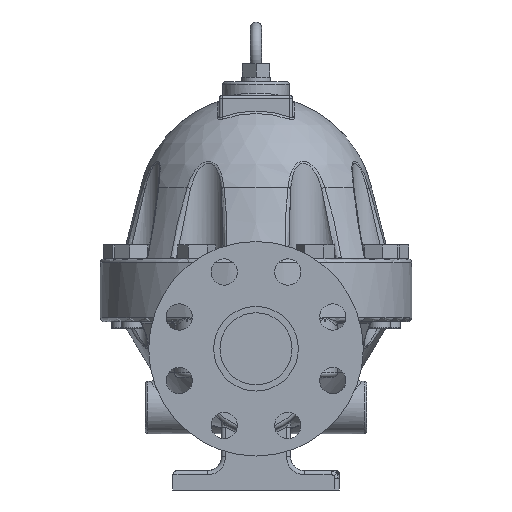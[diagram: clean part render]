
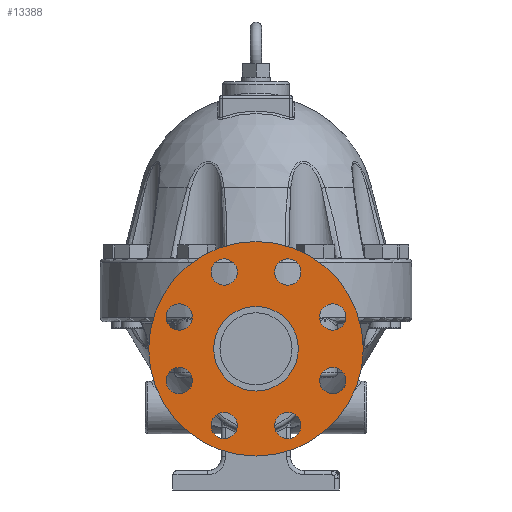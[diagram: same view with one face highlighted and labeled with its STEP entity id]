
A CAD part, front view. The second image highlights one B-rep face of the part: STEP entity #13388.
In plain terms, the highlighted planar face has unit normal (0, -1, 0).
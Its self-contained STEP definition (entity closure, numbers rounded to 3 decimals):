
#262=PLANE('',#14371);
#662=FACE_OUTER_BOUND('',#2540,.T.);
#1516=CIRCLE('',#14297,9.5);
#1517=CIRCLE('',#14298,9.5);
#1519=CIRCLE('',#14301,9.5);
#1520=CIRCLE('',#14302,9.5);
#1522=CIRCLE('',#14305,9.5);
#1523=CIRCLE('',#14306,9.5);
#1525=CIRCLE('',#14309,9.5);
#1526=CIRCLE('',#14310,9.5);
#1528=CIRCLE('',#14313,9.5);
#1529=CIRCLE('',#14314,9.5);
#1531=CIRCLE('',#14317,9.5);
#1532=CIRCLE('',#14318,9.5);
#1534=CIRCLE('',#14321,9.5);
#1535=CIRCLE('',#14322,9.5);
#1537=CIRCLE('',#14325,9.5);
#1538=CIRCLE('',#14326,9.5);
#1563=CIRCLE('',#14355,77.5);
#1564=CIRCLE('',#14356,77.5);
#1573=CIRCLE('',#14369,30.55);
#1574=CIRCLE('',#14370,30.55);
#2417=FACE_BOUND('',#2541,.T.);
#2418=FACE_BOUND('',#2542,.T.);
#2419=FACE_BOUND('',#2543,.T.);
#2420=FACE_BOUND('',#2544,.T.);
#2421=FACE_BOUND('',#2545,.T.);
#2422=FACE_BOUND('',#2546,.T.);
#2423=FACE_BOUND('',#2547,.T.);
#2424=FACE_BOUND('',#2548,.T.);
#2425=FACE_BOUND('',#2549,.T.);
#2540=EDGE_LOOP('',(#9170,#9171));
#2541=EDGE_LOOP('',(#9172,#9173));
#2542=EDGE_LOOP('',(#9174,#9175));
#2543=EDGE_LOOP('',(#9176,#9177));
#2544=EDGE_LOOP('',(#9178,#9179));
#2545=EDGE_LOOP('',(#9180,#9181));
#2546=EDGE_LOOP('',(#9182,#9183));
#2547=EDGE_LOOP('',(#9184,#9185));
#2548=EDGE_LOOP('',(#9186,#9187));
#2549=EDGE_LOOP('',(#9188,#9189));
#5494=VERTEX_POINT('',#20441);
#5495=VERTEX_POINT('',#20442);
#5497=VERTEX_POINT('',#20449);
#5498=VERTEX_POINT('',#20450);
#5500=VERTEX_POINT('',#20457);
#5501=VERTEX_POINT('',#20458);
#5503=VERTEX_POINT('',#20465);
#5504=VERTEX_POINT('',#20466);
#5506=VERTEX_POINT('',#20473);
#5507=VERTEX_POINT('',#20474);
#5509=VERTEX_POINT('',#20481);
#5510=VERTEX_POINT('',#20482);
#5512=VERTEX_POINT('',#20489);
#5513=VERTEX_POINT('',#20490);
#5515=VERTEX_POINT('',#20497);
#5516=VERTEX_POINT('',#20498);
#5553=VERTEX_POINT('',#20635);
#5554=VERTEX_POINT('',#20637);
#5563=VERTEX_POINT('',#20661);
#5564=VERTEX_POINT('',#20663);
#6864=EDGE_CURVE('',#5494,#5495,#1516,.T.);
#6865=EDGE_CURVE('',#5495,#5494,#1517,.T.);
#6868=EDGE_CURVE('',#5497,#5498,#1519,.T.);
#6869=EDGE_CURVE('',#5498,#5497,#1520,.T.);
#6872=EDGE_CURVE('',#5500,#5501,#1522,.T.);
#6873=EDGE_CURVE('',#5501,#5500,#1523,.T.);
#6876=EDGE_CURVE('',#5503,#5504,#1525,.T.);
#6877=EDGE_CURVE('',#5504,#5503,#1526,.T.);
#6880=EDGE_CURVE('',#5506,#5507,#1528,.T.);
#6881=EDGE_CURVE('',#5507,#5506,#1529,.T.);
#6884=EDGE_CURVE('',#5509,#5510,#1531,.T.);
#6885=EDGE_CURVE('',#5510,#5509,#1532,.T.);
#6888=EDGE_CURVE('',#5512,#5513,#1534,.T.);
#6889=EDGE_CURVE('',#5513,#5512,#1535,.T.);
#6892=EDGE_CURVE('',#5515,#5516,#1537,.T.);
#6893=EDGE_CURVE('',#5516,#5515,#1538,.T.);
#6934=EDGE_CURVE('',#5553,#5554,#1563,.T.);
#6935=EDGE_CURVE('',#5554,#5553,#1564,.T.);
#6946=EDGE_CURVE('',#5564,#5563,#1573,.T.);
#6947=EDGE_CURVE('',#5563,#5564,#1574,.T.);
#9170=ORIENTED_EDGE('',*,*,#6935,.F.);
#9171=ORIENTED_EDGE('',*,*,#6934,.F.);
#9172=ORIENTED_EDGE('',*,*,#6864,.T.);
#9173=ORIENTED_EDGE('',*,*,#6865,.T.);
#9174=ORIENTED_EDGE('',*,*,#6868,.T.);
#9175=ORIENTED_EDGE('',*,*,#6869,.T.);
#9176=ORIENTED_EDGE('',*,*,#6872,.T.);
#9177=ORIENTED_EDGE('',*,*,#6873,.T.);
#9178=ORIENTED_EDGE('',*,*,#6876,.T.);
#9179=ORIENTED_EDGE('',*,*,#6877,.T.);
#9180=ORIENTED_EDGE('',*,*,#6880,.T.);
#9181=ORIENTED_EDGE('',*,*,#6881,.T.);
#9182=ORIENTED_EDGE('',*,*,#6884,.T.);
#9183=ORIENTED_EDGE('',*,*,#6885,.T.);
#9184=ORIENTED_EDGE('',*,*,#6888,.T.);
#9185=ORIENTED_EDGE('',*,*,#6889,.T.);
#9186=ORIENTED_EDGE('',*,*,#6892,.T.);
#9187=ORIENTED_EDGE('',*,*,#6893,.T.);
#9188=ORIENTED_EDGE('',*,*,#6946,.T.);
#9189=ORIENTED_EDGE('',*,*,#6947,.T.);
#13388=ADVANCED_FACE('',(#662,#2417,#2418,#2419,#2420,#2421,#2422,#2423,
#2424,#2425),#262,.T.);
#14297=AXIS2_PLACEMENT_3D('',#20443,#15946,#15947);
#14298=AXIS2_PLACEMENT_3D('',#20444,#15948,#15949);
#14301=AXIS2_PLACEMENT_3D('',#20451,#15955,#15956);
#14302=AXIS2_PLACEMENT_3D('',#20452,#15957,#15958);
#14305=AXIS2_PLACEMENT_3D('',#20459,#15964,#15965);
#14306=AXIS2_PLACEMENT_3D('',#20460,#15966,#15967);
#14309=AXIS2_PLACEMENT_3D('',#20467,#15973,#15974);
#14310=AXIS2_PLACEMENT_3D('',#20468,#15975,#15976);
#14313=AXIS2_PLACEMENT_3D('',#20475,#15982,#15983);
#14314=AXIS2_PLACEMENT_3D('',#20476,#15984,#15985);
#14317=AXIS2_PLACEMENT_3D('',#20483,#15991,#15992);
#14318=AXIS2_PLACEMENT_3D('',#20484,#15993,#15994);
#14321=AXIS2_PLACEMENT_3D('',#20491,#16000,#16001);
#14322=AXIS2_PLACEMENT_3D('',#20492,#16002,#16003);
#14325=AXIS2_PLACEMENT_3D('',#20499,#16009,#16010);
#14326=AXIS2_PLACEMENT_3D('',#20500,#16011,#16012);
#14355=AXIS2_PLACEMENT_3D('',#20638,#16080,#16081);
#14356=AXIS2_PLACEMENT_3D('',#20639,#16082,#16083);
#14369=AXIS2_PLACEMENT_3D('',#20664,#16110,#16111);
#14370=AXIS2_PLACEMENT_3D('',#20665,#16112,#16113);
#14371=AXIS2_PLACEMENT_3D('',#20666,#16114,#16115);
#15946=DIRECTION('center_axis',(0.,1.,0.));
#15947=DIRECTION('ref_axis',(0.707,0.,0.707));
#15948=DIRECTION('center_axis',(0.,1.,0.));
#15949=DIRECTION('ref_axis',(0.707,0.,0.707));
#15955=DIRECTION('center_axis',(0.,1.,0.));
#15956=DIRECTION('ref_axis',(0.,0.,1.));
#15957=DIRECTION('center_axis',(0.,1.,0.));
#15958=DIRECTION('ref_axis',(0.,0.,1.));
#15964=DIRECTION('center_axis',(0.,1.,0.));
#15965=DIRECTION('ref_axis',(-0.707,0.,0.707));
#15966=DIRECTION('center_axis',(0.,1.,0.));
#15967=DIRECTION('ref_axis',(-0.707,0.,0.707));
#15973=DIRECTION('center_axis',(0.,1.,0.));
#15974=DIRECTION('ref_axis',(-1.,0.,0.));
#15975=DIRECTION('center_axis',(0.,1.,0.));
#15976=DIRECTION('ref_axis',(-1.,0.,0.));
#15982=DIRECTION('center_axis',(0.,1.,0.));
#15983=DIRECTION('ref_axis',(-0.707,0.,-0.707));
#15984=DIRECTION('center_axis',(0.,1.,0.));
#15985=DIRECTION('ref_axis',(-0.707,0.,-0.707));
#15991=DIRECTION('center_axis',(0.,1.,0.));
#15992=DIRECTION('ref_axis',(0.,0.,-1.));
#15993=DIRECTION('center_axis',(0.,1.,0.));
#15994=DIRECTION('ref_axis',(0.,0.,-1.));
#16000=DIRECTION('center_axis',(0.,1.,0.));
#16001=DIRECTION('ref_axis',(0.707,0.,-0.707));
#16002=DIRECTION('center_axis',(0.,1.,0.));
#16003=DIRECTION('ref_axis',(0.707,0.,-0.707));
#16009=DIRECTION('center_axis',(0.,1.,0.));
#16010=DIRECTION('ref_axis',(1.,0.,0.));
#16011=DIRECTION('center_axis',(0.,1.,0.));
#16012=DIRECTION('ref_axis',(1.,0.,0.));
#16080=DIRECTION('center_axis',(0.,1.,0.));
#16081=DIRECTION('ref_axis',(0.,0.,1.));
#16082=DIRECTION('center_axis',(0.,1.,0.));
#16083=DIRECTION('ref_axis',(0.,0.,1.));
#16110=DIRECTION('center_axis',(0.,1.,0.));
#16111=DIRECTION('ref_axis',(0.,0.,1.));
#16112=DIRECTION('center_axis',(0.,1.,0.));
#16113=DIRECTION('ref_axis',(0.,0.,1.));
#16114=DIRECTION('center_axis',(0.,-1.,0.));
#16115=DIRECTION('ref_axis',(0.,0.,-1.));
#20441=CARTESIAN_POINT('',(-16.243,-292.,20.15));
#20442=CARTESIAN_POINT('',(-29.679,-292.,6.715));
#20443=CARTESIAN_POINT('Origin',(-22.961,-292.,13.433));
#20444=CARTESIAN_POINT('Origin',(-22.961,-292.,13.433));
#20449=CARTESIAN_POINT('',(-55.433,-292.,-9.539));
#20450=CARTESIAN_POINT('',(-55.433,-292.,-28.539));
#20451=CARTESIAN_POINT('Origin',(-55.433,-292.,-19.039));
#20452=CARTESIAN_POINT('Origin',(-55.433,-292.,-19.039));
#20457=CARTESIAN_POINT('',(-62.15,-292.,-58.243));
#20458=CARTESIAN_POINT('',(-48.715,-292.,-71.679));
#20459=CARTESIAN_POINT('Origin',(-55.433,-292.,-64.961));
#20460=CARTESIAN_POINT('Origin',(-55.433,-292.,-64.961));
#20465=CARTESIAN_POINT('',(-32.461,-292.,-97.433));
#20466=CARTESIAN_POINT('',(-13.461,-292.,-97.433));
#20467=CARTESIAN_POINT('Origin',(-22.961,-292.,-97.433));
#20468=CARTESIAN_POINT('Origin',(-22.961,-292.,-97.433));
#20473=CARTESIAN_POINT('',(16.243,-292.,-104.15));
#20474=CARTESIAN_POINT('',(29.679,-292.,-90.715));
#20475=CARTESIAN_POINT('Origin',(22.961,-292.,-97.433));
#20476=CARTESIAN_POINT('Origin',(22.961,-292.,-97.433));
#20481=CARTESIAN_POINT('',(55.433,-292.,-74.461));
#20482=CARTESIAN_POINT('',(55.433,-292.,-55.461));
#20483=CARTESIAN_POINT('Origin',(55.433,-292.,-64.961));
#20484=CARTESIAN_POINT('Origin',(55.433,-292.,-64.961));
#20489=CARTESIAN_POINT('',(62.15,-292.,-25.757));
#20490=CARTESIAN_POINT('',(48.715,-292.,-12.321));
#20491=CARTESIAN_POINT('Origin',(55.433,-292.,-19.039));
#20492=CARTESIAN_POINT('Origin',(55.433,-292.,-19.039));
#20497=CARTESIAN_POINT('',(32.461,-292.,13.433));
#20498=CARTESIAN_POINT('',(13.461,-292.,13.433));
#20499=CARTESIAN_POINT('Origin',(22.961,-292.,13.433));
#20500=CARTESIAN_POINT('Origin',(22.961,-292.,13.433));
#20635=CARTESIAN_POINT('',(0.,-292.,-119.5));
#20637=CARTESIAN_POINT('',(0.,-292.,35.5));
#20638=CARTESIAN_POINT('Origin',(0.,-292.,-42.));
#20639=CARTESIAN_POINT('Origin',(0.,-292.,-42.));
#20661=CARTESIAN_POINT('',(0.,-292.,-72.55));
#20663=CARTESIAN_POINT('',(0.,-292.,-11.45));
#20664=CARTESIAN_POINT('Origin',(0.,-292.,-42.));
#20665=CARTESIAN_POINT('Origin',(0.,-292.,-42.));
#20666=CARTESIAN_POINT('Origin',(0.,-292.,12.025));
